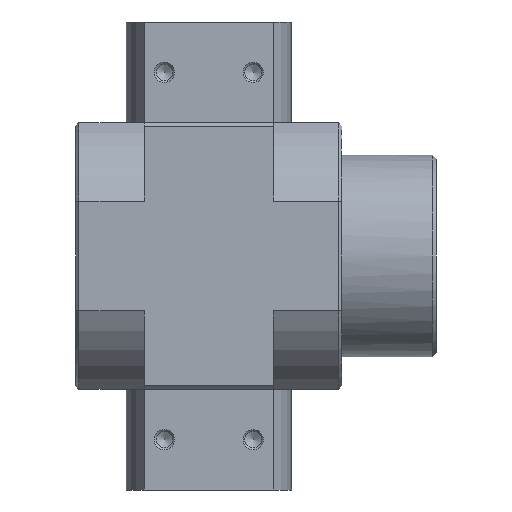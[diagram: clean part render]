
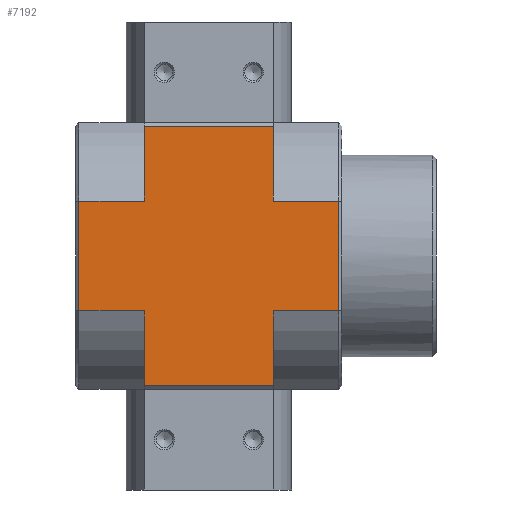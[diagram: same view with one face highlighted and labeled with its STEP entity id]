
A CAD part, left-side view. The second image highlights one B-rep face of the part: STEP entity #7192.
In plain terms, the highlighted face is planar.
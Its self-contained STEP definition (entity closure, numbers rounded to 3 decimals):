
#178=PLANE('',#7705);
#520=LINE('',#10712,#954);
#522=LINE('',#10716,#956);
#548=LINE('',#10783,#982);
#549=LINE('',#10786,#983);
#550=LINE('',#10788,#984);
#551=LINE('',#10790,#985);
#552=LINE('',#10791,#986);
#553=LINE('',#10793,#987);
#554=LINE('',#10795,#988);
#555=LINE('',#10797,#989);
#556=LINE('',#10799,#990);
#557=LINE('',#10800,#991);
#954=VECTOR('',#8734,1000.);
#956=VECTOR('',#8738,1000.);
#982=VECTOR('',#8788,1000.);
#983=VECTOR('',#8789,1000.);
#984=VECTOR('',#8790,1000.);
#985=VECTOR('',#8791,1000.);
#986=VECTOR('',#8792,1000.);
#987=VECTOR('',#8793,1000.);
#988=VECTOR('',#8794,1000.);
#989=VECTOR('',#8795,1000.);
#990=VECTOR('',#8796,1000.);
#991=VECTOR('',#8797,1000.);
#1713=ORIENTED_EDGE('',*,*,#3171,.T.);
#1714=ORIENTED_EDGE('',*,*,#3172,.F.);
#1715=ORIENTED_EDGE('',*,*,#3173,.T.);
#1716=ORIENTED_EDGE('',*,*,#3174,.F.);
#1717=ORIENTED_EDGE('',*,*,#3135,.T.);
#1718=ORIENTED_EDGE('',*,*,#3175,.T.);
#1719=ORIENTED_EDGE('',*,*,#3176,.F.);
#1720=ORIENTED_EDGE('',*,*,#3177,.T.);
#1721=ORIENTED_EDGE('',*,*,#3178,.F.);
#1722=ORIENTED_EDGE('',*,*,#3179,.T.);
#1723=ORIENTED_EDGE('',*,*,#3137,.F.);
#1724=ORIENTED_EDGE('',*,*,#3180,.F.);
#3135=EDGE_CURVE('',#3873,#3875,#520,.T.);
#3137=EDGE_CURVE('',#3876,#3877,#522,.T.);
#3171=EDGE_CURVE('',#3906,#3907,#548,.F.);
#3172=EDGE_CURVE('',#3908,#3907,#549,.T.);
#3173=EDGE_CURVE('',#3908,#3909,#550,.T.);
#3174=EDGE_CURVE('',#3873,#3909,#551,.T.);
#3175=EDGE_CURVE('',#3875,#3910,#552,.T.);
#3176=EDGE_CURVE('',#3911,#3910,#553,.T.);
#3177=EDGE_CURVE('',#3911,#3912,#554,.T.);
#3178=EDGE_CURVE('',#3913,#3912,#555,.F.);
#3179=EDGE_CURVE('',#3913,#3877,#556,.T.);
#3180=EDGE_CURVE('',#3906,#3876,#557,.T.);
#3873=VERTEX_POINT('',#10707);
#3875=VERTEX_POINT('',#10711);
#3876=VERTEX_POINT('',#10715);
#3877=VERTEX_POINT('',#10717);
#3906=VERTEX_POINT('',#10784);
#3907=VERTEX_POINT('',#10785);
#3908=VERTEX_POINT('',#10787);
#3909=VERTEX_POINT('',#10789);
#3910=VERTEX_POINT('',#10792);
#3911=VERTEX_POINT('',#10794);
#3912=VERTEX_POINT('',#10796);
#3913=VERTEX_POINT('',#10798);
#4616=EDGE_LOOP('',(#1713,#1714,#1715,#1716,#1717,#1718,#1719,#1720,#1721,
#1722,#1723,#1724));
#5105=FACE_BOUND('',#4616,.T.);
#7192=ADVANCED_FACE('',(#5105),#178,.F.);
#7705=AXIS2_PLACEMENT_3D('',#10782,#8786,#8787);
#8734=DIRECTION('',(0.,-1.,0.));
#8738=DIRECTION('',(0.,-1.,0.));
#8786=DIRECTION('',(0.,0.,1.));
#8787=DIRECTION('',(1.,0.,0.));
#8788=DIRECTION('',(0.,-1.,0.));
#8789=DIRECTION('',(-1.,0.,0.));
#8790=DIRECTION('',(0.,-1.,0.));
#8791=DIRECTION('',(-1.,0.,0.));
#8792=DIRECTION('',(-1.,0.,0.));
#8793=DIRECTION('',(0.,1.,0.));
#8794=DIRECTION('',(-1.,0.,0.));
#8795=DIRECTION('',(0.,1.,0.));
#8796=DIRECTION('',(-1.,0.,0.));
#8797=DIRECTION('',(-1.,0.,0.));
#10707=CARTESIAN_POINT('',(32.2,16.,-33.));
#10711=CARTESIAN_POINT('',(32.2,-16.,-33.));
#10712=CARTESIAN_POINT('',(32.2,33.,-33.));
#10715=CARTESIAN_POINT('',(-32.2,16.,-33.));
#10716=CARTESIAN_POINT('',(-32.2,33.,-33.));
#10717=CARTESIAN_POINT('',(-32.2,-16.,-33.));
#10782=CARTESIAN_POINT('',(32.2,33.,-33.));
#10783=CARTESIAN_POINT('',(-13.619,36.,-33.));
#10784=CARTESIAN_POINT('',(-13.619,16.,-33.));
#10785=CARTESIAN_POINT('',(-13.619,32.2,-33.));
#10786=CARTESIAN_POINT('',(33.,32.2,-33.));
#10787=CARTESIAN_POINT('',(13.619,32.2,-33.));
#10788=CARTESIAN_POINT('',(13.619,36.,-33.));
#10789=CARTESIAN_POINT('',(13.619,16.,-33.));
#10790=CARTESIAN_POINT('',(32.2,16.,-33.));
#10791=CARTESIAN_POINT('',(32.2,-16.,-33.));
#10792=CARTESIAN_POINT('',(13.619,-16.,-33.));
#10793=CARTESIAN_POINT('',(13.619,-36.,-33.));
#10794=CARTESIAN_POINT('',(13.619,-32.2,-33.));
#10795=CARTESIAN_POINT('',(33.,-32.2,-33.));
#10796=CARTESIAN_POINT('',(-13.619,-32.2,-33.));
#10797=CARTESIAN_POINT('',(-13.619,-36.,-33.));
#10798=CARTESIAN_POINT('',(-13.619,-16.,-33.));
#10799=CARTESIAN_POINT('',(32.2,-16.,-33.));
#10800=CARTESIAN_POINT('',(32.2,16.,-33.));
